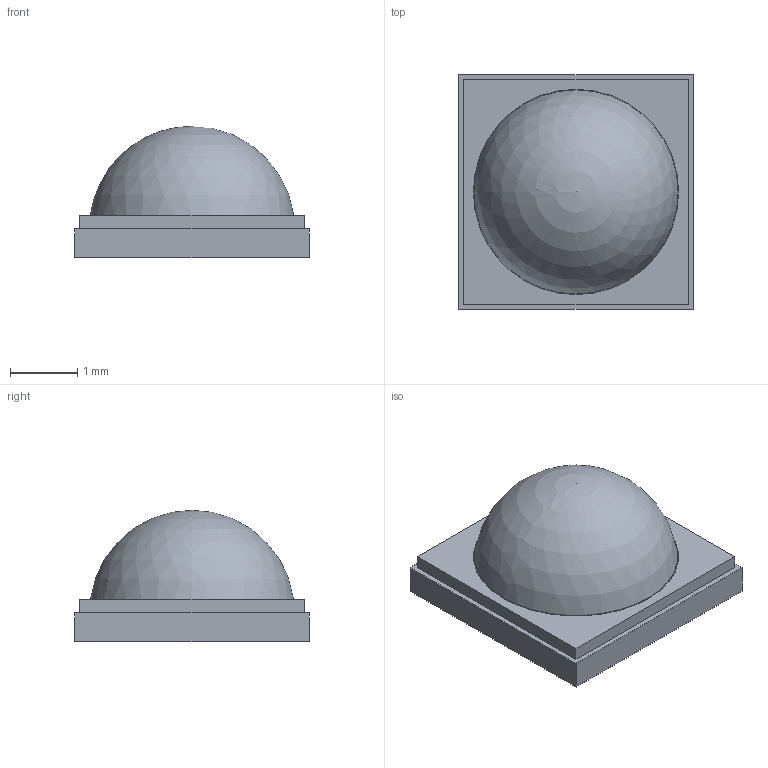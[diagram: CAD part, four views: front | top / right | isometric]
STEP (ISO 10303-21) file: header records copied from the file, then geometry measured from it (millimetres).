
FILE_DESCRIPTION(/* description */ ('','CAx-IF Rec.Pracs.---Representation and Presentation of Product Manufacturing Information (PMI)---4.0---2014-10-13'),/* implementation_level */ '2;1');
FILE_NAME(/* name */ 'LED.step',/* time_stamp */ '2025-03-16T21:19:09+01:00',/* author */ (''),/* organization */ (''),/* preprocessor_version */ 'ST-DEVELOPER v20',/* originating_system */ 'Autodesk Translation Framework v13.20.0.188',/* authorisation */ '');
FILE_SCHEMA (('AP242_MANAGED_MODEL_BASED_3D_ENGINEERING_MIM_LF { 1 0 10303 442 1 1 4 }'));
Length unit declared in the file: millimetre
Products named in the file (1): (Unsaved)
Bounding box: 3.5 x 3.5 x 1.96 mm (x, y, z)
Volume: 13.5 mm3; surface area: 56.9 mm2
Topology: 2 solids, 2 shells, 16 faces, 33 edges, 22 vertices
Faces by surface type: plane 13, sphere 2, cylinder 1
Full cylindrical faces by diameter (mm): 3.06 x1
Entity records: 466 total; most frequent: DIRECTION 73, CARTESIAN_POINT 71, ORIENTED_EDGE 64, EDGE_CURVE 32, LINE 25, VECTOR 25, AXIS2_PLACEMENT_3D 24, VERTEX_POINT 22
